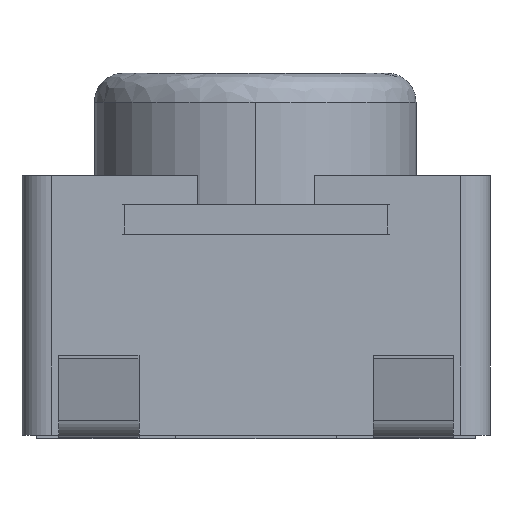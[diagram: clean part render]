
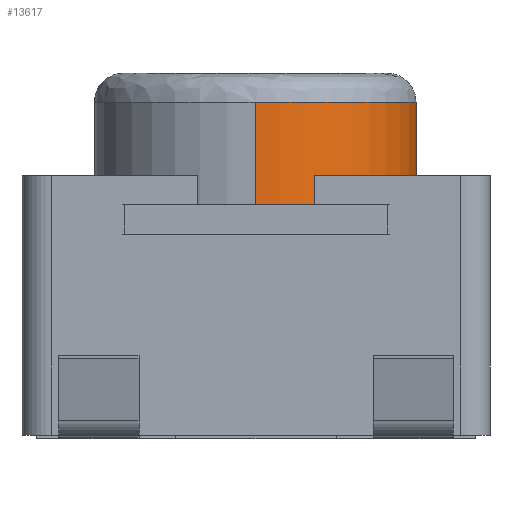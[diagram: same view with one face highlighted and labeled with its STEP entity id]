
A CAD part, left-side view. The second image highlights one B-rep face of the part: STEP entity #13617.
In plain terms, the highlighted cylindrical face has radius 1.1 mm (diameter 2.2 mm), a partial arc.
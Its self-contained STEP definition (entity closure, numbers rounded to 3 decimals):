
#13617 = ADVANCED_FACE('',(#13618),#13633,.T.);
#13618 = FACE_BOUND('',#13619,.T.);
#13619 = EDGE_LOOP('',(#13620,#13702,#13730,#13759));
#13620 = ORIENTED_EDGE('',*,*,#13621,.T.);
#13621 = EDGE_CURVE('',#13622,#13624,#13626,.T.);
#13622 = VERTEX_POINT('',#13623);
#13623 = CARTESIAN_POINT('',(-0.379,-1.1,0.9));
#13624 = VERTEX_POINT('',#13625);
#13625 = CARTESIAN_POINT('',(-1.5,0.,0.9));
#13626 = SURFACE_CURVE('',#13627,(#13632,#13644),.PCURVE_S1.);
#13627 = CIRCLE('',#13628,1.1);
#13628 = AXIS2_PLACEMENT_3D('',#13629,#13630,#13631);
#13629 = CARTESIAN_POINT('',(-0.4,0.,0.9));
#13630 = DIRECTION('',(0.,0.,-1.));
#13631 = DIRECTION('',(-1.,0.,0.));
#13632 = PCURVE('',#13633,#13638);
#13633 = CYLINDRICAL_SURFACE('',#13634,1.1);
#13634 = AXIS2_PLACEMENT_3D('',#13635,#13636,#13637);
#13635 = CARTESIAN_POINT('',(-0.4,0.,1.1));
#13636 = DIRECTION('',(0.,0.,-1.));
#13637 = DIRECTION('',(-1.,0.,0.));
#13638 = DEFINITIONAL_REPRESENTATION('',(#13639),#13643);
#13639 = LINE('',#13640,#13641);
#13640 = CARTESIAN_POINT('',(0.,0.2));
#13641 = VECTOR('',#13642,1.);
#13642 = DIRECTION('',(1.,0.));
#13643 = ( GEOMETRIC_REPRESENTATION_CONTEXT(2) 
PARAMETRIC_REPRESENTATION_CONTEXT() REPRESENTATION_CONTEXT('2D SPACE',''
  ) );
#13644 = PCURVE('',#13645,#13674);
#13645 = ( BOUNDED_SURFACE() B_SPLINE_SURFACE(3,3,(
    (#13646,#13647,#13648,#13649,#13650,#13651,#13652)
    ,(#13653,#13654,#13655,#13656,#13657,#13658,#13659)
    ,(#13660,#13661,#13662,#13663,#13664,#13665,#13666)
    ,(#13667,#13668,#13669,#13670,#13671,#13672,#13673
)),.UNSPECIFIED.,.F.,.F.,.F.) B_SPLINE_SURFACE_WITH_KNOTS((4,4),(4,3,4),
  (0.,1.),(0.,0.5,1.),.PIECEWISE_BEZIER_KNOTS.) 
GEOMETRIC_REPRESENTATION_ITEM() RATIONAL_B_SPLINE_SURFACE((
    (1.,0.8,0.8,1.,0.8,0.8
      ,1.)
    ,(0.805,0.644,0.644,0.805
      ,0.644,0.644,0.805)
    ,(0.805,0.644,0.644,0.805
      ,0.644,0.644,0.805)
    ,(1.,0.8,0.8,1.,0.8,0.8
,1.))) REPRESENTATION_ITEM('') SURFACE() );
#13646 = CARTESIAN_POINT('',(-0.4,0.9,1.1));
#13647 = CARTESIAN_POINT('',(-0.936,0.9,1.1));
#13648 = CARTESIAN_POINT('',(-1.311,0.517,1.1));
#13649 = CARTESIAN_POINT('',(-1.3,-0.018,1.1));
#13650 = CARTESIAN_POINT('',(-1.289,-0.554,1.1));
#13651 = CARTESIAN_POINT('',(-0.899,-0.921,1.1));
#13652 = CARTESIAN_POINT('',(-0.364,-0.899,1.1));
#13653 = CARTESIAN_POINT('',(-0.4,1.017,1.1));
#13654 = CARTESIAN_POINT('',(-1.005,1.017,1.1));
#13655 = CARTESIAN_POINT('',(-1.429,0.585,1.1));
#13656 = CARTESIAN_POINT('',(-1.417,-0.021,1.1));
#13657 = CARTESIAN_POINT('',(-1.405,-0.626,1.1));
#13658 = CARTESIAN_POINT('',(-0.964,-1.041,1.1));
#13659 = CARTESIAN_POINT('',(-0.359,-1.016,1.1));
#13660 = CARTESIAN_POINT('',(-0.4,1.1,1.017));
#13661 = CARTESIAN_POINT('',(-1.055,1.1,1.017));
#13662 = CARTESIAN_POINT('',(-1.513,0.632,
    1.017));
#13663 = CARTESIAN_POINT('',(-1.5,-0.022,
    1.017));
#13664 = CARTESIAN_POINT('',(-1.487,-0.677,
    1.017));
#13665 = CARTESIAN_POINT('',(-1.01,-1.126,
    1.017));
#13666 = CARTESIAN_POINT('',(-0.356,-1.099,
    1.017));
#13667 = CARTESIAN_POINT('',(-0.4,1.1,0.9));
#13668 = CARTESIAN_POINT('',(-1.055,1.1,0.9));
#13669 = CARTESIAN_POINT('',(-1.513,0.632,0.9));
#13670 = CARTESIAN_POINT('',(-1.5,-0.022,0.9));
#13671 = CARTESIAN_POINT('',(-1.487,-0.677,0.9));
#13672 = CARTESIAN_POINT('',(-1.01,-1.126,0.9));
#13673 = CARTESIAN_POINT('',(-0.356,-1.099,0.9));
#13674 = DEFINITIONAL_REPRESENTATION('',(#13675),#13701);
#13675 = B_SPLINE_CURVE_WITH_KNOTS('',3,(#13676,#13677,#13678,#13679,
    #13680,#13681,#13682,#13683,#13684,#13685,#13686,#13687,#13688,
    #13689,#13690,#13691,#13692,#13693,#13694,#13695,#13696,#13697,
    #13698,#13699,#13700),.UNSPECIFIED.,.F.,.F.,(4,1,1,1,1,1,1,1,1,1,1,1
    ,1,1,1,1,1,1,1,1,1,1,4),(4.693,4.765,
    4.838,4.91,4.982,5.054,
    5.127,5.199,5.271,5.344,
    5.416,5.488,5.56,5.633,
    5.705,5.777,5.85,5.922,
    5.994,6.066,6.139,6.211,
    6.283),.UNSPECIFIED.);
#13676 = CARTESIAN_POINT('',(1.,0.993));
#13677 = CARTESIAN_POINT('',(1.,0.984));
#13678 = CARTESIAN_POINT('',(1.,0.968));
#13679 = CARTESIAN_POINT('',(1.,0.944));
#13680 = CARTESIAN_POINT('',(1.,0.92));
#13681 = CARTESIAN_POINT('',(1.,0.897));
#13682 = CARTESIAN_POINT('',(1.,0.875));
#13683 = CARTESIAN_POINT('',(1.,0.852));
#13684 = CARTESIAN_POINT('',(1.,0.83));
#13685 = CARTESIAN_POINT('',(1.,0.809));
#13686 = CARTESIAN_POINT('',(1.,0.787));
#13687 = CARTESIAN_POINT('',(1.,0.765));
#13688 = CARTESIAN_POINT('',(1.,0.744));
#13689 = CARTESIAN_POINT('',(1.,0.722));
#13690 = CARTESIAN_POINT('',(1.,0.701));
#13691 = CARTESIAN_POINT('',(1.,0.679));
#13692 = CARTESIAN_POINT('',(1.,0.657));
#13693 = CARTESIAN_POINT('',(1.,0.635));
#13694 = CARTESIAN_POINT('',(1.,0.613));
#13695 = CARTESIAN_POINT('',(1.,0.59));
#13696 = CARTESIAN_POINT('',(1.,0.566));
#13697 = CARTESIAN_POINT('',(1.,0.543));
#13698 = CARTESIAN_POINT('',(1.,0.518));
#13699 = CARTESIAN_POINT('',(1.,0.501));
#13700 = CARTESIAN_POINT('',(1.,0.493));
#13701 = ( GEOMETRIC_REPRESENTATION_CONTEXT(2) 
PARAMETRIC_REPRESENTATION_CONTEXT() REPRESENTATION_CONTEXT('2D SPACE',''
  ) );
#13702 = ORIENTED_EDGE('',*,*,#13703,.T.);
#13703 = EDGE_CURVE('',#13624,#13704,#13706,.T.);
#13704 = VERTEX_POINT('',#13705);
#13705 = CARTESIAN_POINT('',(-1.5,0.,0.));
#13706 = SURFACE_CURVE('',#13707,(#13711,#13718),.PCURVE_S1.);
#13707 = LINE('',#13708,#13709);
#13708 = CARTESIAN_POINT('',(-1.5,0.,1.1));
#13709 = VECTOR('',#13710,1.);
#13710 = DIRECTION('',(0.,0.,-1.));
#13711 = PCURVE('',#13633,#13712);
#13712 = DEFINITIONAL_REPRESENTATION('',(#13713),#13717);
#13713 = LINE('',#13714,#13715);
#13714 = CARTESIAN_POINT('',(6.283,0.));
#13715 = VECTOR('',#13716,1.);
#13716 = DIRECTION('',(0.,1.));
#13717 = ( GEOMETRIC_REPRESENTATION_CONTEXT(2) 
PARAMETRIC_REPRESENTATION_CONTEXT() REPRESENTATION_CONTEXT('2D SPACE',''
  ) );
#13718 = PCURVE('',#13719,#13724);
#13719 = CYLINDRICAL_SURFACE('',#13720,1.1);
#13720 = AXIS2_PLACEMENT_3D('',#13721,#13722,#13723);
#13721 = CARTESIAN_POINT('',(-0.4,0.,1.1));
#13722 = DIRECTION('',(0.,0.,-1.));
#13723 = DIRECTION('',(-1.,0.,0.));
#13724 = DEFINITIONAL_REPRESENTATION('',(#13725),#13729);
#13725 = LINE('',#13726,#13727);
#13726 = CARTESIAN_POINT('',(0.,0.));
#13727 = VECTOR('',#13728,1.);
#13728 = DIRECTION('',(0.,1.));
#13729 = ( GEOMETRIC_REPRESENTATION_CONTEXT(2) 
PARAMETRIC_REPRESENTATION_CONTEXT() REPRESENTATION_CONTEXT('2D SPACE',''
  ) );
#13730 = ORIENTED_EDGE('',*,*,#13731,.T.);
#13731 = EDGE_CURVE('',#13704,#13732,#13734,.T.);
#13732 = VERTEX_POINT('',#13733);
#13733 = CARTESIAN_POINT('',(-0.379,-1.1,0.));
#13734 = SURFACE_CURVE('',#13735,(#13740,#13747),.PCURVE_S1.);
#13735 = CIRCLE('',#13736,1.1);
#13736 = AXIS2_PLACEMENT_3D('',#13737,#13738,#13739);
#13737 = CARTESIAN_POINT('',(-0.4,0.,0.));
#13738 = DIRECTION('',(0.,0.,1.));
#13739 = DIRECTION('',(-1.,0.,0.));
#13740 = PCURVE('',#13633,#13741);
#13741 = DEFINITIONAL_REPRESENTATION('',(#13742),#13746);
#13742 = LINE('',#13743,#13744);
#13743 = CARTESIAN_POINT('',(6.283,1.1));
#13744 = VECTOR('',#13745,1.);
#13745 = DIRECTION('',(-1.,0.));
#13746 = ( GEOMETRIC_REPRESENTATION_CONTEXT(2) 
PARAMETRIC_REPRESENTATION_CONTEXT() REPRESENTATION_CONTEXT('2D SPACE',''
  ) );
#13747 = PCURVE('',#13748,#13753);
#13748 = PLANE('',#13749);
#13749 = AXIS2_PLACEMENT_3D('',#13750,#13751,#13752);
#13750 = CARTESIAN_POINT('',(-0.4,0.,0.));
#13751 = DIRECTION('',(0.,0.,1.));
#13752 = DIRECTION('',(1.,0.,-0.));
#13753 = DEFINITIONAL_REPRESENTATION('',(#13754),#13758);
#13754 = CIRCLE('',#13755,1.1);
#13755 = AXIS2_PLACEMENT_2D('',#13756,#13757);
#13756 = CARTESIAN_POINT('',(0.,0.));
#13757 = DIRECTION('',(-1.,0.));
#13758 = ( GEOMETRIC_REPRESENTATION_CONTEXT(2) 
PARAMETRIC_REPRESENTATION_CONTEXT() REPRESENTATION_CONTEXT('2D SPACE',''
  ) );
#13759 = ORIENTED_EDGE('',*,*,#13760,.T.);
#13760 = EDGE_CURVE('',#13732,#13622,#13761,.T.);
#13761 = SURFACE_CURVE('',#13762,(#13766,#13773),.PCURVE_S1.);
#13762 = LINE('',#13763,#13764);
#13763 = CARTESIAN_POINT('',(-0.379,-1.1,1.1));
#13764 = VECTOR('',#13765,1.);
#13765 = DIRECTION('',(-0.,-0.,1.));
#13766 = PCURVE('',#13633,#13767);
#13767 = DEFINITIONAL_REPRESENTATION('',(#13768),#13772);
#13768 = LINE('',#13769,#13770);
#13769 = CARTESIAN_POINT('',(4.693,0.));
#13770 = VECTOR('',#13771,1.);
#13771 = DIRECTION('',(0.,-1.));
#13772 = ( GEOMETRIC_REPRESENTATION_CONTEXT(2) 
PARAMETRIC_REPRESENTATION_CONTEXT() REPRESENTATION_CONTEXT('2D SPACE',''
  ) );
#13773 = PCURVE('',#13774,#13779);
#13774 = PLANE('',#13775);
#13775 = AXIS2_PLACEMENT_3D('',#13776,#13777,#13778);
#13776 = CARTESIAN_POINT('',(-0.379,-1.1,1.1));
#13777 = DIRECTION('',(0.,1.,0.));
#13778 = DIRECTION('',(-1.,0.,0.));
#13779 = DEFINITIONAL_REPRESENTATION('',(#13780),#13784);
#13780 = LINE('',#13781,#13782);
#13781 = CARTESIAN_POINT('',(0.,0.));
#13782 = VECTOR('',#13783,1.);
#13783 = DIRECTION('',(0.,1.));
#13784 = ( GEOMETRIC_REPRESENTATION_CONTEXT(2) 
PARAMETRIC_REPRESENTATION_CONTEXT() REPRESENTATION_CONTEXT('2D SPACE',''
  ) );
